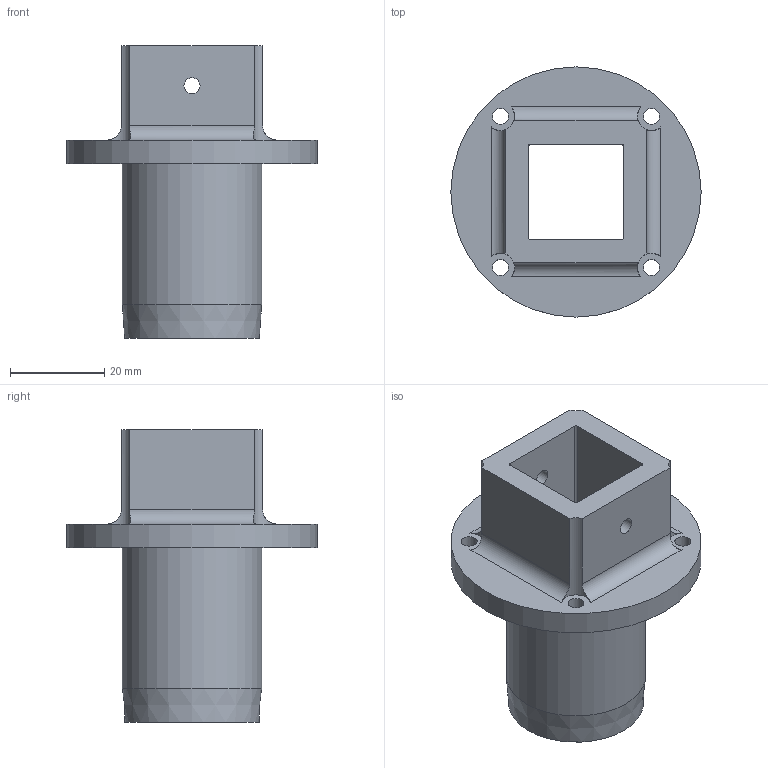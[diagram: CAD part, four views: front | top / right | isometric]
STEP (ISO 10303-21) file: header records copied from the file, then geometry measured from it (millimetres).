
FILE_DESCRIPTION(/* description */ (''),/* implementation_level */ '2;1');
FILE_NAME(/* name */ 'URS75_mount.stp',/* time_stamp */ '2025-09-26T22:02:46+02:00',/* author */ ('tzu98'),/* organization */ (''),/* preprocessor_version */ 'ST-DEVELOPER v20',/* originating_system */ 'Autodesk Inventor 2025',/* authorisation */ '');
FILE_SCHEMA (('AUTOMOTIVE_DESIGN { 1 0 10303 214 3 1 1 }'));
Length unit declared in the file: millimetre
Products named in the file (1): URS75_mount
Bounding box: 53 x 53 x 62 mm (x, y, z)
Volume: 28503.2 mm3; surface area: 15177.2 mm2
Topology: 1 solids, 1 shells, 33 faces, 87 edges, 58 vertices
Faces by surface type: cylinder 20, plane 12, cone 1
Full cylindrical faces by diameter (mm): 3.4 x6, 29.5 x1, 53 x1
Entity records: 1178 total; most frequent: CARTESIAN_POINT 267, DIRECTION 181, ORIENTED_EDGE 174, EDGE_CURVE 87, AXIS2_PLACEMENT_3D 68, VERTEX_POINT 58, EDGE_LOOP 49, LINE 45
